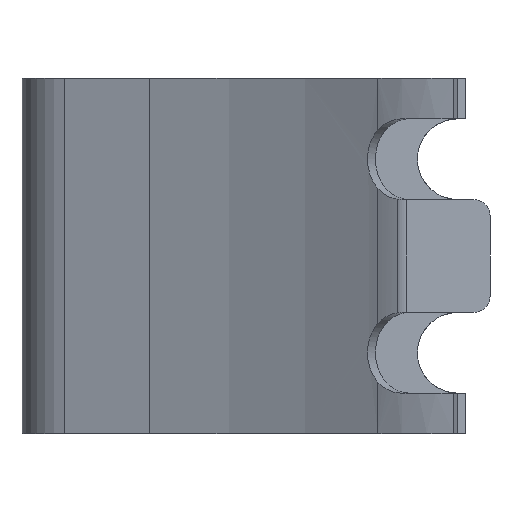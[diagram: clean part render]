
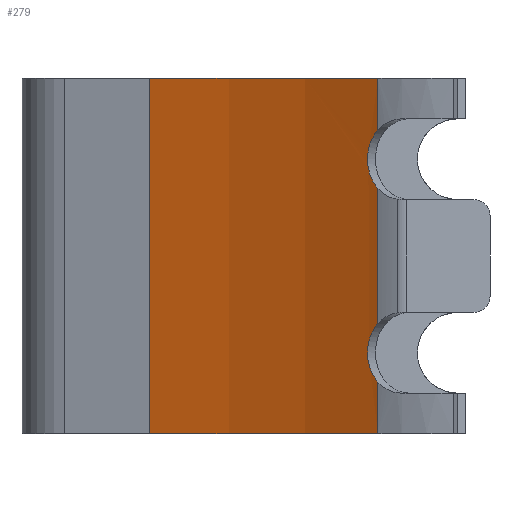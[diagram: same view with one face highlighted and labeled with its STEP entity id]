
A CAD part, front view. The second image highlights one B-rep face of the part: STEP entity #279.
In plain terms, the highlighted cylindrical face has radius 60 mm (diameter 120 mm), a partial arc.
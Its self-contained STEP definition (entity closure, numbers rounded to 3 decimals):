
#10 = EDGE_CURVE ( 'NONE', #1262, #1340, #1236, .T. ) ;
#37 = CARTESIAN_POINT ( 'NONE',  ( 18.054, -13.092, -4.19 ) ) ;
#40 = EDGE_CURVE ( 'NONE', #1340, #369, #763, .T. ) ;
#54 = VECTOR ( 'NONE', #788, 1000. ) ;
#78 = ORIENTED_EDGE ( 'NONE', *, *, #816, .T. ) ;
#107 = CARTESIAN_POINT ( 'NONE',  ( 17.632, -12.796, 7.142 ) ) ;
#108 = CARTESIAN_POINT ( 'NONE',  ( 3.901, -5.677, 11. ) ) ;
#120 = ORIENTED_EDGE ( 'NONE', *, *, #459, .T. ) ;
#123 = CARTESIAN_POINT ( 'NONE',  ( 18.054, -13.092, 7.81 ) ) ;
#125 = LINE ( 'NONE', #108, #799 ) ;
#129 = CARTESIAN_POINT ( 'NONE',  ( 17.406, -12.64, -6.336 ) ) ;
#151 = EDGE_CURVE ( 'NONE', #332, #880, #168, .T. ) ;
#168 = LINE ( 'NONE', #1278, #545 ) ;
#239 = CARTESIAN_POINT ( 'NONE',  ( 17.478, -12.689, 6.671 ) ) ;
#252 = DIRECTION ( 'NONE',  ( 0., 0., -1. ) ) ;
#262 = CARTESIAN_POINT ( 'NONE',  ( 18.054, -13.092, 4.19 ) ) ;
#279 = ADVANCED_FACE ( 'NONE', ( #1148 ), #811, .F. ) ;
#332 = VERTEX_POINT ( 'NONE', #1339 ) ;
#359 = DIRECTION ( 'NONE',  ( 0., 0., -1. ) ) ;
#365 = VERTEX_POINT ( 'NONE', #705 ) ;
#369 = VERTEX_POINT ( 'NONE', #123 ) ;
#372 = CARTESIAN_POINT ( 'NONE',  ( 17.407, -12.64, 6.169 ) ) ;
#374 = CARTESIAN_POINT ( 'NONE',  ( 18.054, -13.092, 11. ) ) ;
#393 = CARTESIAN_POINT ( 'NONE',  ( 17.421, -12.65, -5.66 ) ) ;
#404 = CARTESIAN_POINT ( 'NONE',  ( 17.701, -12.844, -7.29 ) ) ;
#459 = EDGE_CURVE ( 'NONE', #1262, #925, #125, .T. ) ;
#476 = EDGE_CURVE ( 'NONE', #365, #332, #831, .T. ) ;
#534 = CARTESIAN_POINT ( 'NONE',  ( 17.465, -12.68, 5.324 ) ) ;
#545 = VECTOR ( 'NONE', #1016, 1000. ) ;
#552 = CARTESIAN_POINT ( 'NONE',  ( 17.861, -12.956, -4.434 ) ) ;
#658 = CARTESIAN_POINT ( 'NONE',  ( 17.701, -12.844, 4.71 ) ) ;
#666 = CARTESIAN_POINT ( 'NONE',  ( 18.054, -13.092, 11. ) ) ;
#669 = CARTESIAN_POINT ( 'NONE',  ( 17.465, -12.68, -6.676 ) ) ;
#674 = CARTESIAN_POINT ( 'NONE',  ( -16.62, -62.058, -11. ) ) ;
#683 = DIRECTION ( 'NONE',  ( -1., 0., 0. ) ) ;
#693 = AXIS2_PLACEMENT_3D ( 'NONE', #1332, #1194, #1583 ) ;
#705 = CARTESIAN_POINT ( 'NONE',  ( 18.054, -13.092, -4.19 ) ) ;
#731 = CARTESIAN_POINT ( 'NONE',  ( 3.901, -5.677, 11. ) ) ;
#757 = CARTESIAN_POINT ( 'NONE',  ( 3.901, -5.677, -11. ) ) ;
#763 = LINE ( 'NONE', #666, #54 ) ;
#780 = CARTESIAN_POINT ( 'NONE',  ( 17.952, -13.02, 4.307 ) ) ;
#788 = DIRECTION ( 'NONE',  ( 0., 0., -1. ) ) ;
#799 = VECTOR ( 'NONE', #359, 1000. ) ;
#803 = CARTESIAN_POINT ( 'NONE',  ( 17.521, -12.718, -5.168 ) ) ;
#808 = DIRECTION ( 'NONE',  ( -1., 0., 0. ) ) ;
#811 = CYLINDRICAL_SURFACE ( 'NONE', #693, 60. ) ;
#816 = EDGE_CURVE ( 'NONE', #925, #880, #921, .T. ) ;
#821 = ORIENTED_EDGE ( 'NONE', *, *, #1599, .F. ) ;
#831 = B_SPLINE_CURVE_WITH_KNOTS ( 'NONE', 3,
 ( #37, #1091, #552, #1315, #1182, #803, #1571, #393, #1062, #129, #669, #1322, #404, #941, #1190, #1440 ),
 .UNSPECIFIED., .F., .F.,
 ( 4, 2, 2, 2, 2, 2, 2, 4 ),
 ( 0., 0.001, 0.001, 0.002, 0.002, 0.003, 0.004, 0.004 ),
 .UNSPECIFIED. ) ;
#832 = B_SPLINE_CURVE_WITH_KNOTS ( 'NONE', 3,
 ( #1407, #1416, #1674, #914, #107, #1037, #239, #1163, #372, #1299, #534, #1425, #658, #1551, #780, #262 ),
 .UNSPECIFIED., .F., .F.,
 ( 4, 2, 2, 2, 2, 2, 2, 4 ),
 ( 0., 0.001, 0.001, 0.002, 0.002, 0.003, 0.004, 0.004 ),
 .UNSPECIFIED. ) ;
#880 = VERTEX_POINT ( 'NONE', #1651 ) ;
#914 = CARTESIAN_POINT ( 'NONE',  ( 17.702, -12.844, 7.291 ) ) ;
#921 = CIRCLE ( 'NONE', #1492, 60. ) ;
#925 = VERTEX_POINT ( 'NONE', #757 ) ;
#930 = CARTESIAN_POINT ( 'NONE',  ( 18.054, -13.092, 4.19 ) ) ;
#941 = CARTESIAN_POINT ( 'NONE',  ( 17.861, -12.956, -7.566 ) ) ;
#1016 = DIRECTION ( 'NONE',  ( 0., 0., -1. ) ) ;
#1032 = AXIS2_PLACEMENT_3D ( 'NONE', #1446, #252, #683 ) ;
#1037 = CARTESIAN_POINT ( 'NONE',  ( 17.521, -12.718, 6.832 ) ) ;
#1046 = EDGE_CURVE ( 'NONE', #369, #1360, #832, .T. ) ;
#1062 = CARTESIAN_POINT ( 'NONE',  ( 17.407, -12.64, -5.831 ) ) ;
#1070 = DIRECTION ( 'NONE',  ( 0., 0., -1. ) ) ;
#1091 = CARTESIAN_POINT ( 'NONE',  ( 17.952, -13.02, -4.307 ) ) ;
#1148 = FACE_OUTER_BOUND ( 'NONE', #1483, .T. ) ;
#1163 = CARTESIAN_POINT ( 'NONE',  ( 17.421, -12.65, 6.34 ) ) ;
#1182 = CARTESIAN_POINT ( 'NONE',  ( 17.632, -12.796, -4.858 ) ) ;
#1190 = CARTESIAN_POINT ( 'NONE',  ( 17.952, -13.02, -7.693 ) ) ;
#1194 = DIRECTION ( 'NONE',  ( 0., 0., -1. ) ) ;
#1236 = CIRCLE ( 'NONE', #1032, 60. ) ;
#1262 = VERTEX_POINT ( 'NONE', #731 ) ;
#1278 = CARTESIAN_POINT ( 'NONE',  ( 18.054, -13.092, 11. ) ) ;
#1299 = CARTESIAN_POINT ( 'NONE',  ( 17.406, -12.64, 5.664 ) ) ;
#1315 = CARTESIAN_POINT ( 'NONE',  ( 17.702, -12.844, -4.709 ) ) ;
#1322 = CARTESIAN_POINT ( 'NONE',  ( 17.631, -12.795, -7.14 ) ) ;
#1332 = CARTESIAN_POINT ( 'NONE',  ( -16.62, -62.058, 11. ) ) ;
#1334 = CARTESIAN_POINT ( 'NONE',  ( 18.054, -13.092, 11. ) ) ;
#1339 = CARTESIAN_POINT ( 'NONE',  ( 18.054, -13.092, -7.81 ) ) ;
#1340 = VERTEX_POINT ( 'NONE', #374 ) ;
#1360 = VERTEX_POINT ( 'NONE', #930 ) ;
#1407 = CARTESIAN_POINT ( 'NONE',  ( 18.054, -13.092, 7.81 ) ) ;
#1416 = CARTESIAN_POINT ( 'NONE',  ( 17.952, -13.02, 7.693 ) ) ;
#1418 = VECTOR ( 'NONE', #1070, 1000. ) ;
#1425 = CARTESIAN_POINT ( 'NONE',  ( 17.631, -12.795, 4.86 ) ) ;
#1440 = CARTESIAN_POINT ( 'NONE',  ( 18.054, -13.092, -7.81 ) ) ;
#1446 = CARTESIAN_POINT ( 'NONE',  ( -16.62, -62.058, 11. ) ) ;
#1483 = EDGE_LOOP ( 'NONE', ( #1605, #1489, #821, #1581, #1661, #1624, #120, #78 ) ) ;
#1489 = ORIENTED_EDGE ( 'NONE', *, *, #476, .F. ) ;
#1492 = AXIS2_PLACEMENT_3D ( 'NONE', #674, #1574, #808 ) ;
#1535 = LINE ( 'NONE', #1334, #1418 ) ;
#1551 = CARTESIAN_POINT ( 'NONE',  ( 17.861, -12.956, 4.434 ) ) ;
#1571 = CARTESIAN_POINT ( 'NONE',  ( 17.478, -12.689, -5.329 ) ) ;
#1574 = DIRECTION ( 'NONE',  ( 0., 0., -1. ) ) ;
#1581 = ORIENTED_EDGE ( 'NONE', *, *, #1046, .F. ) ;
#1583 = DIRECTION ( 'NONE',  ( -1., 0., 0. ) ) ;
#1599 = EDGE_CURVE ( 'NONE', #1360, #365, #1535, .T. ) ;
#1605 = ORIENTED_EDGE ( 'NONE', *, *, #151, .F. ) ;
#1624 = ORIENTED_EDGE ( 'NONE', *, *, #10, .F. ) ;
#1651 = CARTESIAN_POINT ( 'NONE',  ( 18.054, -13.092, -11. ) ) ;
#1661 = ORIENTED_EDGE ( 'NONE', *, *, #40, .F. ) ;
#1674 = CARTESIAN_POINT ( 'NONE',  ( 17.861, -12.956, 7.566 ) ) ;
